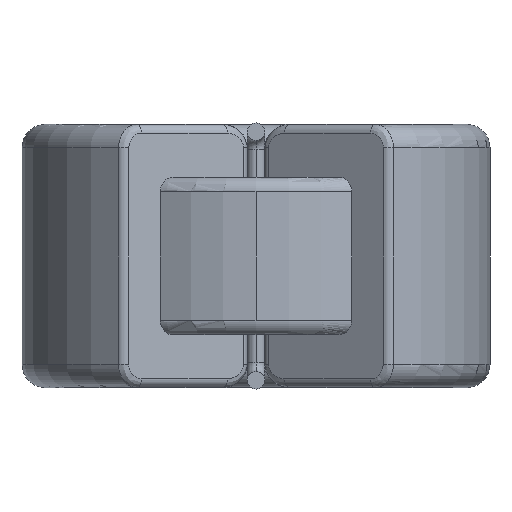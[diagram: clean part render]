
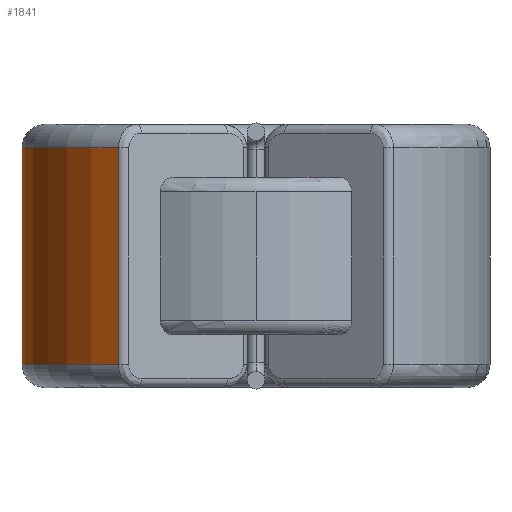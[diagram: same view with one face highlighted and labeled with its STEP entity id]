
A CAD part, front view. The second image highlights one B-rep face of the part: STEP entity #1841.
In plain terms, the highlighted cylindrical face has radius 8 mm (diameter 16 mm), a partial arc.
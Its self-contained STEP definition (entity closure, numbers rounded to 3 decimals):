
#308 = EDGE_CURVE ( 'NONE', #663, #2604, #2401, .T. ) ;
#327 = ORIENTED_EDGE ( 'NONE', *, *, #873, .T. ) ;
#431 = DIRECTION ( 'NONE',  ( 1., 0., 0. ) ) ;
#579 = AXIS2_PLACEMENT_3D ( 'NONE', #3381, #4055, #3393 ) ;
#663 = VERTEX_POINT ( 'NONE', #3754 ) ;
#793 = VECTOR ( 'NONE', #1223, 1000. ) ;
#827 = VERTEX_POINT ( 'NONE', #2561 ) ;
#853 = DIRECTION ( 'NONE',  ( 0., 0., 1. ) ) ;
#873 = EDGE_CURVE ( 'NONE', #2604, #1694, #3033, .T. ) ;
#883 = EDGE_LOOP ( 'NONE', ( #2614, #3041, #3398, #327 ) ) ;
#1088 = CIRCLE ( 'NONE', #1157, 8. ) ;
#1157 = AXIS2_PLACEMENT_3D ( 'NONE', #3637, #3988, #431 ) ;
#1204 = FACE_OUTER_BOUND ( 'NONE', #883, .T. ) ;
#1223 = DIRECTION ( 'NONE',  ( 0., 0., 1. ) ) ;
#1628 = CARTESIAN_POINT ( 'NONE',  ( -4.696, -6.476, -3.7 ) ) ;
#1651 = DIRECTION ( 'NONE',  ( 0., 0., -1. ) ) ;
#1694 = VERTEX_POINT ( 'NONE', #2258 ) ;
#1841 = ADVANCED_FACE ( 'NONE', ( #1204 ), #2519, .T. ) ;
#1854 = CARTESIAN_POINT ( 'NONE',  ( -4.696, -6.476, 4.5 ) ) ;
#2080 = EDGE_CURVE ( 'NONE', #1694, #827, #1088, .T. ) ;
#2258 = CARTESIAN_POINT ( 'NONE',  ( -4.696, -6.476, 3.7 ) ) ;
#2292 = AXIS2_PLACEMENT_3D ( 'NONE', #4103, #853, #4200 ) ;
#2401 = CIRCLE ( 'NONE', #2292, 8. ) ;
#2519 = CYLINDRICAL_SURFACE ( 'NONE', #579, 8. ) ;
#2561 = CARTESIAN_POINT ( 'NONE',  ( -8., 0., 3.7 ) ) ;
#2604 = VERTEX_POINT ( 'NONE', #1628 ) ;
#2614 = ORIENTED_EDGE ( 'NONE', *, *, #2080, .T. ) ;
#2906 = CARTESIAN_POINT ( 'NONE',  ( -8., 0., 4.5 ) ) ;
#3033 = LINE ( 'NONE', #1854, #793 ) ;
#3041 = ORIENTED_EDGE ( 'NONE', *, *, #4149, .T. ) ;
#3199 = VECTOR ( 'NONE', #1651, 1000. ) ;
#3243 = LINE ( 'NONE', #2906, #3199 ) ;
#3381 = CARTESIAN_POINT ( 'NONE',  ( 0., 0., 4.5 ) ) ;
#3393 = DIRECTION ( 'NONE',  ( -1., 0., 0. ) ) ;
#3398 = ORIENTED_EDGE ( 'NONE', *, *, #308, .T. ) ;
#3637 = CARTESIAN_POINT ( 'NONE',  ( 0., 0., 3.7 ) ) ;
#3754 = CARTESIAN_POINT ( 'NONE',  ( -8., 0., -3.7 ) ) ;
#3988 = DIRECTION ( 'NONE',  ( 0., 0., -1. ) ) ;
#4055 = DIRECTION ( 'NONE',  ( 0., 0., -1. ) ) ;
#4103 = CARTESIAN_POINT ( 'NONE',  ( 0., 0., -3.7 ) ) ;
#4149 = EDGE_CURVE ( 'NONE', #827, #663, #3243, .T. ) ;
#4200 = DIRECTION ( 'NONE',  ( 1., 0., 0. ) ) ;
